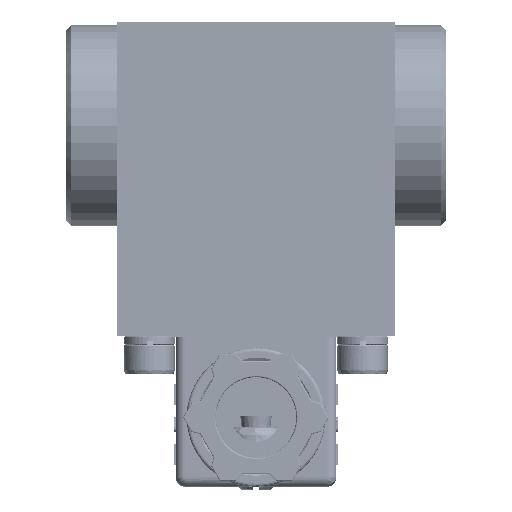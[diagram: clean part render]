
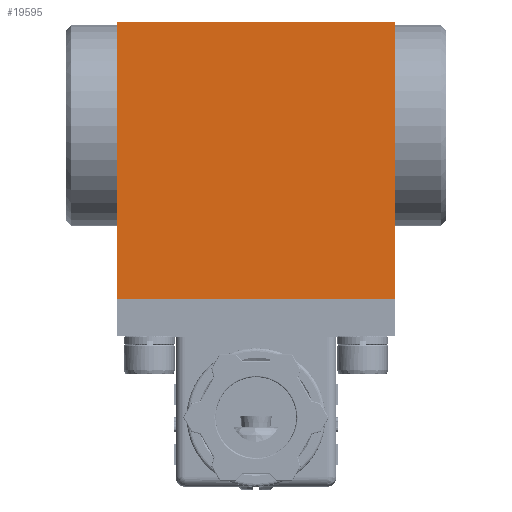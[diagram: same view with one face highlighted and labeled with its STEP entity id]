
A CAD part, front view. The second image highlights one B-rep face of the part: STEP entity #19595.
In plain terms, the highlighted face is planar.
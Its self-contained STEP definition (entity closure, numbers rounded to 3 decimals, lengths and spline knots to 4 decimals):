
#19595 = ADVANCED_FACE ( 'NONE', ( #54433 ), #115800, .T. ) ;
#41711 = EDGE_CURVE ( 'NONE', #154205, #154188, #126440, .T. ) ;
#41712 = EDGE_CURVE ( 'NONE', #153229, #154205, #126438, .T. ) ;
#41713 = EDGE_CURVE ( 'NONE', #154185, #153229, #126444, .T. ) ;
#41714 = EDGE_CURVE ( 'NONE', #154188, #154185, #126446, .T. ) ;
#54433 = FACE_OUTER_BOUND ( 'NONE', #69005, .T. ) ;
#69005 = EDGE_LOOP ( 'NONE', ( #102961, #102917, #102914, #102912 ) ) ;
#75114 = CARTESIAN_POINT ( 'NONE',  ( -0.8701, 0., -0.748 ) ) ;
#75321 = CARTESIAN_POINT ( 'NONE',  ( 0.8701, 0., -0.748 ) ) ;
#75323 = CARTESIAN_POINT ( 'NONE',  ( 0.8701, 1.7244, -0.748 ) ) ;
#75328 = CARTESIAN_POINT ( 'NONE',  ( -0.8701, 1.7244, -0.748 ) ) ;
#101116 = CARTESIAN_POINT ( 'NONE',  ( -0.8701, 0., -0.748 ) ) ;
#101129 = CARTESIAN_POINT ( 'NONE',  ( 0.8701, 1.7244, -0.748 ) ) ;
#101131 = DIRECTION ( 'NONE',  ( 1., 0., 0. ) ) ;
#101133 = DIRECTION ( 'NONE',  ( 0., 1., 0. ) ) ;
#101137 = CARTESIAN_POINT ( 'NONE',  ( 0.8701, 0., -0.748 ) ) ;
#101138 = DIRECTION ( 'NONE',  ( -1., 0., 0. ) ) ;
#101139 = CARTESIAN_POINT ( 'NONE',  ( 0.8701, 0., -0.748 ) ) ;
#101142 = DIRECTION ( 'NONE',  ( 0., -1., 0. ) ) ;
#102912 = ORIENTED_EDGE ( 'NONE', *, *, #41711, .T. ) ;
#102914 = ORIENTED_EDGE ( 'NONE', *, *, #41712, .T. ) ;
#102917 = ORIENTED_EDGE ( 'NONE', *, *, #41713, .T. ) ;
#102961 = ORIENTED_EDGE ( 'NONE', *, *, #41714, .T. ) ;
#115795 = CARTESIAN_POINT ( 'NONE',  ( 0.8701, 0., -0.748 ) ) ;
#115800 = PLANE ( 'NONE',  #117499 ) ;
#115806 = DIRECTION ( 'NONE',  ( 0., 0., -1. ) ) ;
#115808 = DIRECTION ( 'NONE',  ( -1., 0., 0. ) ) ;
#117499 = AXIS2_PLACEMENT_3D ( 'NONE', #115795, #115806, #115808 ) ;
#126438 = LINE ( 'NONE', #101116, #126445 ) ;
#126440 = LINE ( 'NONE', #101129, #126443 ) ;
#126443 = VECTOR ( 'NONE', #101131, 39.3701 ) ;
#126444 = LINE ( 'NONE', #101137, #126447 ) ;
#126445 = VECTOR ( 'NONE', #101133, 39.3701 ) ;
#126446 = LINE ( 'NONE', #101139, #126449 ) ;
#126447 = VECTOR ( 'NONE', #101138, 39.3701 ) ;
#126449 = VECTOR ( 'NONE', #101142, 39.3701 ) ;
#153229 = VERTEX_POINT ( 'NONE', #75114 ) ;
#154185 = VERTEX_POINT ( 'NONE', #75321 ) ;
#154188 = VERTEX_POINT ( 'NONE', #75323 ) ;
#154205 = VERTEX_POINT ( 'NONE', #75328 ) ;
